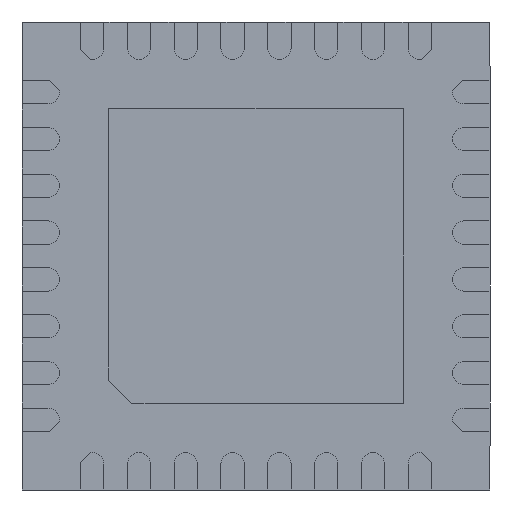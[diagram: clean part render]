
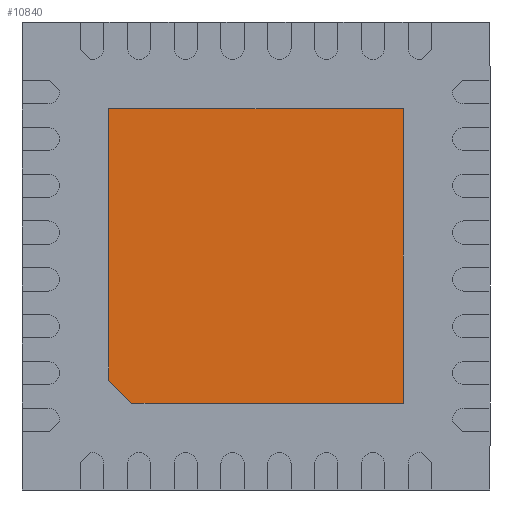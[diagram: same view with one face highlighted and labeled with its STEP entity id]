
A CAD part, front view. The second image highlights one B-rep face of the part: STEP entity #10840.
In plain terms, the highlighted planar face has unit normal (0, -1, 0).
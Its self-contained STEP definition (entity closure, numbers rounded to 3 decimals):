
#542 = ORIENTED_EDGE ( 'NONE', *, *, #8023, .T. ) ;
#735 = VERTEX_POINT ( 'NONE', #3601 ) ;
#833 = CARTESIAN_POINT ( 'NONE',  ( -1.45, 0., -1.45 ) ) ;
#1255 = ORIENTED_EDGE ( 'NONE', *, *, #5941, .T. ) ;
#1556 = CARTESIAN_POINT ( 'NONE',  ( -1.575, 0., 1.575 ) ) ;
#1713 = VERTEX_POINT ( 'NONE', #6073 ) ;
#1832 = VECTOR ( 'NONE', #11649, 1000. ) ;
#1998 = VECTOR ( 'NONE', #3125, 1000. ) ;
#2683 = VECTOR ( 'NONE', #2714, 1000. ) ;
#2714 = DIRECTION ( 'NONE',  ( 0.707, 0., -0.707 ) ) ;
#2896 = VECTOR ( 'NONE', #11572, 1000. ) ;
#3125 = DIRECTION ( 'NONE',  ( -1., 0., 0. ) ) ;
#3138 = DIRECTION ( 'NONE',  ( 0., 0., -1. ) ) ;
#3601 = CARTESIAN_POINT ( 'NONE',  ( -1.575, 0., -1.325 ) ) ;
#3981 = LINE ( 'NONE', #4960, #1998 ) ;
#4121 = CARTESIAN_POINT ( 'NONE',  ( 0., 0., 0. ) ) ;
#4343 = EDGE_CURVE ( 'NONE', #1713, #7529, #3981, .T. ) ;
#4514 = DIRECTION ( 'NONE',  ( 0., 0., 1. ) ) ;
#4960 = CARTESIAN_POINT ( 'NONE',  ( 1.575, 0., 1.575 ) ) ;
#5152 = CARTESIAN_POINT ( 'NONE',  ( -1.325, 0., -1.575 ) ) ;
#5511 = LINE ( 'NONE', #833, #2683 ) ;
#5941 = EDGE_CURVE ( 'NONE', #7529, #735, #8671, .T. ) ;
#6073 = CARTESIAN_POINT ( 'NONE',  ( 1.575, 0., 1.575 ) ) ;
#6278 = LINE ( 'NONE', #7868, #2896 ) ;
#6327 = LINE ( 'NONE', #9909, #9089 ) ;
#6785 = CARTESIAN_POINT ( 'NONE',  ( -1.575, 0., -1.575 ) ) ;
#7529 = VERTEX_POINT ( 'NONE', #1556 ) ;
#7868 = CARTESIAN_POINT ( 'NONE',  ( 1.575, 0., -1.575 ) ) ;
#7956 = FACE_OUTER_BOUND ( 'NONE', #8812, .T. ) ;
#7983 = ORIENTED_EDGE ( 'NONE', *, *, #10136, .T. ) ;
#7985 = VERTEX_POINT ( 'NONE', #8053 ) ;
#8016 = DIRECTION ( 'NONE',  ( 0., -1., 0. ) ) ;
#8023 = EDGE_CURVE ( 'NONE', #10817, #7985, #6278, .T. ) ;
#8053 = CARTESIAN_POINT ( 'NONE',  ( 1.575, 0., -1.575 ) ) ;
#8671 = LINE ( 'NONE', #6785, #1832 ) ;
#8789 = ORIENTED_EDGE ( 'NONE', *, *, #9422, .T. ) ;
#8812 = EDGE_LOOP ( 'NONE', ( #1255, #8789, #542, #7983, #11344 ) ) ;
#9089 = VECTOR ( 'NONE', #4514, 1000. ) ;
#9422 = EDGE_CURVE ( 'NONE', #735, #10817, #5511, .T. ) ;
#9909 = CARTESIAN_POINT ( 'NONE',  ( 1.575, 0., -1.575 ) ) ;
#10136 = EDGE_CURVE ( 'NONE', #7985, #1713, #6327, .T. ) ;
#10445 = AXIS2_PLACEMENT_3D ( 'NONE', #4121, #8016, #3138 ) ;
#10561 = PLANE ( 'NONE',  #10445 ) ;
#10817 = VERTEX_POINT ( 'NONE', #5152 ) ;
#10840 = ADVANCED_FACE ( 'NONE', ( #7956 ), #10561, .T. ) ;
#11344 = ORIENTED_EDGE ( 'NONE', *, *, #4343, .T. ) ;
#11572 = DIRECTION ( 'NONE',  ( 1., 0., 0. ) ) ;
#11649 = DIRECTION ( 'NONE',  ( 0., 0., -1. ) ) ;
